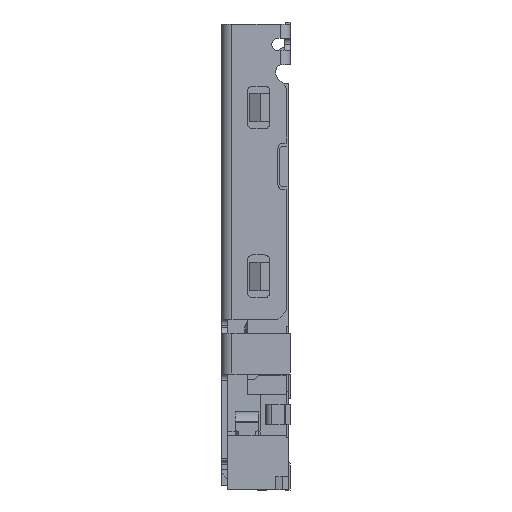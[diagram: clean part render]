
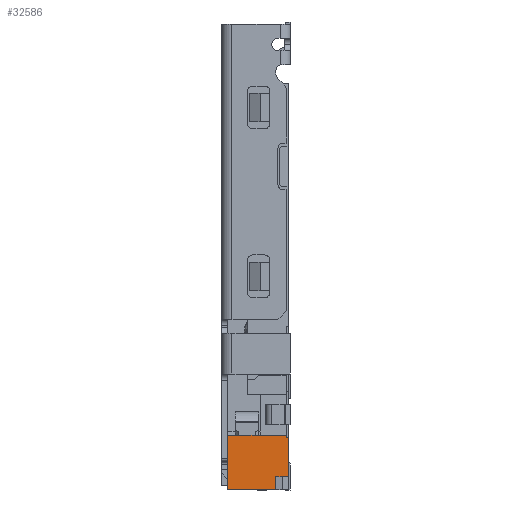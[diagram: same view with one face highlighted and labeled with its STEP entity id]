
A CAD part, left-side view. The second image highlights one B-rep face of the part: STEP entity #32586.
In plain terms, the highlighted planar face has unit normal (-1, 0, 0).
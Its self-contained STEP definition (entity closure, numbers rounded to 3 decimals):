
#549 = VECTOR ( 'NONE', #9761, 1000. ) ;
#1088 = EDGE_CURVE ( 'NONE', #5812, #23019, #23891, .T. ) ;
#1231 = LINE ( 'NONE', #10692, #18591 ) ;
#2603 = CARTESIAN_POINT ( 'NONE',  ( -5.975, 0.1, -4.44 ) ) ;
#2914 = LINE ( 'NONE', #16317, #15913 ) ;
#2937 = VECTOR ( 'NONE', #18583, 1000. ) ;
#3785 = EDGE_CURVE ( 'NONE', #20411, #23019, #1231, .T. ) ;
#3924 = EDGE_CURVE ( 'NONE', #23291, #28881, #19765, .T. ) ;
#4106 = CARTESIAN_POINT ( 'NONE',  ( -5.975, 0.27, -4.375 ) ) ;
#4597 = ORIENTED_EDGE ( 'NONE', *, *, #3785, .T. ) ;
#5195 = ORIENTED_EDGE ( 'NONE', *, *, #18000, .T. ) ;
#5481 = VECTOR ( 'NONE', #11665, 1000. ) ;
#5812 = VERTEX_POINT ( 'NONE', #12485 ) ;
#6498 = CARTESIAN_POINT ( 'NONE',  ( -5.975, 0.35, -5.4 ) ) ;
#8327 = DIRECTION ( 'NONE',  ( 0., 0., -1. ) ) ;
#8904 = LINE ( 'NONE', #31205, #2937 ) ;
#9699 = LINE ( 'NONE', #2603, #13633 ) ;
#9761 = DIRECTION ( 'NONE',  ( 0., 0., 1. ) ) ;
#9855 = LINE ( 'NONE', #26791, #5481 ) ;
#9870 = CARTESIAN_POINT ( 'NONE',  ( -5.975, 0.35, -5.4 ) ) ;
#10498 = CARTESIAN_POINT ( 'NONE',  ( -5.975, 0.1, -4.44 ) ) ;
#10555 = CARTESIAN_POINT ( 'NONE',  ( -5.975, 0.35, -5.725 ) ) ;
#10692 = CARTESIAN_POINT ( 'NONE',  ( -5.975, 0.1, -4.44 ) ) ;
#11475 = FACE_OUTER_BOUND ( 'NONE', #15294, .T. ) ;
#11665 = DIRECTION ( 'NONE',  ( 0., 0., 1. ) ) ;
#12485 = CARTESIAN_POINT ( 'NONE',  ( -5.975, 1.53, -4.375 ) ) ;
#12545 = EDGE_CURVE ( 'NONE', #20411, #31452, #9699, .T. ) ;
#12570 = ORIENTED_EDGE ( 'NONE', *, *, #20657, .F. ) ;
#12837 = ORIENTED_EDGE ( 'NONE', *, *, #12545, .F. ) ;
#13587 = ORIENTED_EDGE ( 'NONE', *, *, #14847, .F. ) ;
#13633 = VECTOR ( 'NONE', #30880, 1000. ) ;
#14545 = AXIS2_PLACEMENT_3D ( 'NONE', #25636, #16113, #8327 ) ;
#14847 = EDGE_CURVE ( 'NONE', #18909, #5812, #9855, .T. ) ;
#15294 = EDGE_LOOP ( 'NONE', ( #12570, #5195, #21017, #20203, #12837, #4597, #24016, #13587 ) ) ;
#15839 = DIRECTION ( 'NONE',  ( 0., -1., 0. ) ) ;
#15913 = VECTOR ( 'NONE', #18755, 1000. ) ;
#16113 = DIRECTION ( 'NONE',  ( 1., 0., 0. ) ) ;
#16317 = CARTESIAN_POINT ( 'NONE',  ( -5.975, 0.2, -5.725 ) ) ;
#17183 = EDGE_CURVE ( 'NONE', #28881, #31452, #8904, .T. ) ;
#18000 = EDGE_CURVE ( 'NONE', #28411, #23291, #27821, .T. ) ;
#18099 = PLANE ( 'NONE',  #14545 ) ;
#18583 = DIRECTION ( 'NONE',  ( 0., 0., 1. ) ) ;
#18591 = VECTOR ( 'NONE', #30899, 1000. ) ;
#18755 = DIRECTION ( 'NONE',  ( 0., 1., 0. ) ) ;
#18836 = CARTESIAN_POINT ( 'NONE',  ( -5.975, 0.1, -5.4 ) ) ;
#18909 = VERTEX_POINT ( 'NONE', #21500 ) ;
#19540 = VECTOR ( 'NONE', #19547, 1000. ) ;
#19547 = DIRECTION ( 'NONE',  ( 0., -1., 0. ) ) ;
#19765 = LINE ( 'NONE', #18836, #32427 ) ;
#20203 = ORIENTED_EDGE ( 'NONE', *, *, #17183, .T. ) ;
#20411 = VERTEX_POINT ( 'NONE', #10498 ) ;
#20657 = EDGE_CURVE ( 'NONE', #28411, #18909, #2914, .T. ) ;
#21017 = ORIENTED_EDGE ( 'NONE', *, *, #3924, .T. ) ;
#21500 = CARTESIAN_POINT ( 'NONE',  ( -5.975, 1.53, -5.725 ) ) ;
#21919 = CARTESIAN_POINT ( 'NONE',  ( -5.975, 0.05, -4.44 ) ) ;
#23019 = VERTEX_POINT ( 'NONE', #25923 ) ;
#23291 = VERTEX_POINT ( 'NONE', #6498 ) ;
#23891 = LINE ( 'NONE', #4106, #19540 ) ;
#24016 = ORIENTED_EDGE ( 'NONE', *, *, #1088, .F. ) ;
#25636 = CARTESIAN_POINT ( 'NONE',  ( -5.975, 0.1, -5.4 ) ) ;
#25923 = CARTESIAN_POINT ( 'NONE',  ( -5.975, 0.1, -4.375 ) ) ;
#26791 = CARTESIAN_POINT ( 'NONE',  ( -5.975, 1.53, 0. ) ) ;
#27528 = CARTESIAN_POINT ( 'NONE',  ( -5.975, 0.05, -5.4 ) ) ;
#27821 = LINE ( 'NONE', #9870, #549 ) ;
#28411 = VERTEX_POINT ( 'NONE', #10555 ) ;
#28881 = VERTEX_POINT ( 'NONE', #27528 ) ;
#30880 = DIRECTION ( 'NONE',  ( 0., -1., 0. ) ) ;
#30899 = DIRECTION ( 'NONE',  ( 0., 0., 1. ) ) ;
#31205 = CARTESIAN_POINT ( 'NONE',  ( -5.975, 0.05, -5.4 ) ) ;
#31452 = VERTEX_POINT ( 'NONE', #21919 ) ;
#32427 = VECTOR ( 'NONE', #15839, 1000. ) ;
#32586 = ADVANCED_FACE ( 'NONE', ( #11475 ), #18099, .F. ) ;
